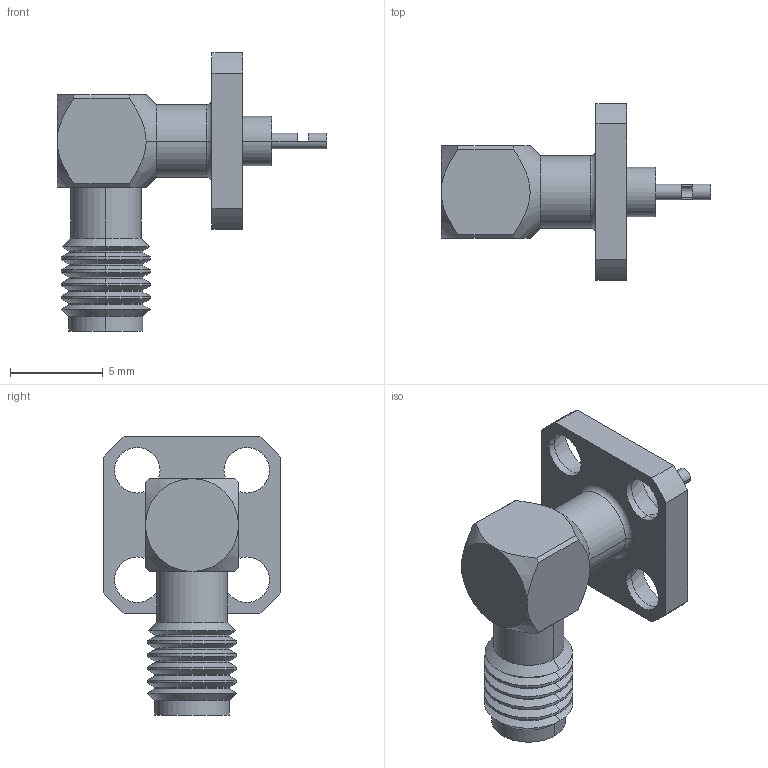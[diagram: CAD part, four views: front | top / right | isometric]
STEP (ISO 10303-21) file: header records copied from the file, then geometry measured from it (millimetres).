
FILE_DESCRIPTION (( 'STEP AP203' ), '1' );
FILE_NAME ('R121.653.000C.STEP', '2014-06-20T12:41:02', ( 'adminradiall' ), ( 'Microsoft' ), 'SwSTEP 2.0', 'SolidWorks 2014', '' );
FILE_SCHEMA (( 'CONFIG_CONTROL_DESIGN' ));
Length unit declared in the file: millimetre
Products named in the file (1): R121.653.000C
Bounding box: 14.55 x 9.5 x 15 mm (x, y, z)
Volume: 364.4 mm3; surface area: 580.9 mm2
Topology: 1 solids, 1 shells, 118 faces, 270 edges, 157 vertices
Faces by surface type: cylinder 52, cone 44, plane 20, torus 2
Entity records: 3467 total; most frequent: CARTESIAN_POINT 654, DIRECTION 628, ORIENTED_EDGE 536, EDGE_CURVE 268, AXIS2_PLACEMENT_3D 255, VERTEX_POINT 157, CIRCLE 136, EDGE_LOOP 133
